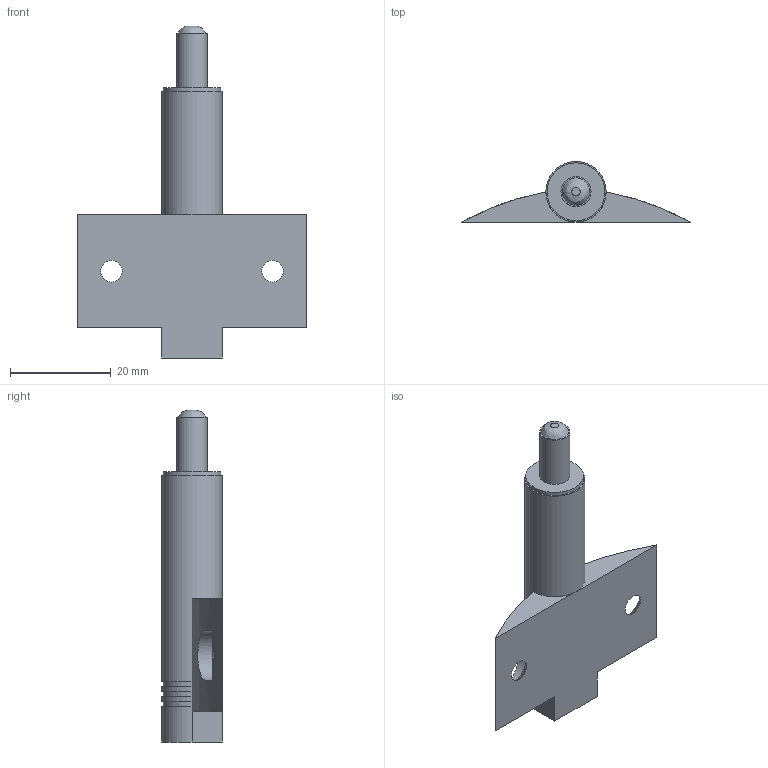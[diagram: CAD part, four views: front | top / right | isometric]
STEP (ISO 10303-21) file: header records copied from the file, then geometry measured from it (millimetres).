
FILE_DESCRIPTION(/* description */ (''),/* implementation_level */ '2;1');
FILE_NAME(/* name */ 'AM-KRZYZ-KPL.stp',/* time_stamp */ '2018-11-13T13:43:33+01:00',/* author */ ('tomaszw'),/* organization */ (''),/* preprocessor_version */ 'ST-DEVELOPER v17',/* originating_system */ 'Autodesk Inventor 2019',/* authorisation */ '');
FILE_SCHEMA (('AUTOMOTIVE_DESIGN { 1 0 10303 214 3 1 1 }'));
Length unit declared in the file: millimetre
Products named in the file (1): AM-KRZYZ-KPL
Bounding box: 45.5 x 12 x 66 mm (x, y, z)
Volume: 9175.3 mm3; surface area: 4234.7 mm2
Topology: 1 solids, 1 shells, 48 faces, 115 edges, 72 vertices
Faces by surface type: plane 30, cylinder 15, cone 2, bspline 1
Full cylindrical faces by diameter (mm): 4.3 x2, 6 x1, 11.5 x1, 12 x1
Entity records: 1514 total; most frequent: CARTESIAN_POINT 326, DIRECTION 250, ORIENTED_EDGE 230, EDGE_CURVE 115, AXIS2_PLACEMENT_3D 92, VERTEX_POINT 72, LINE 66, VECTOR 66
